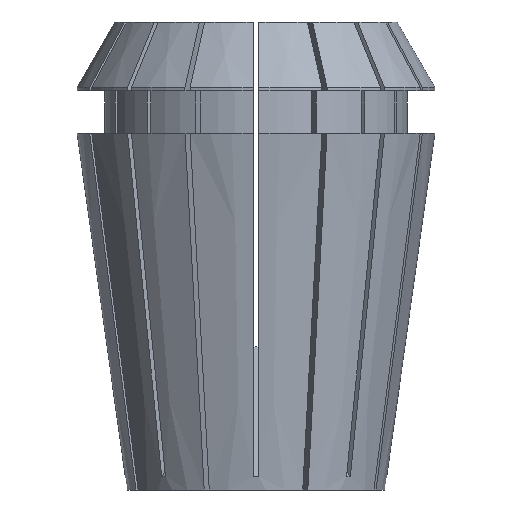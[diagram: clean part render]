
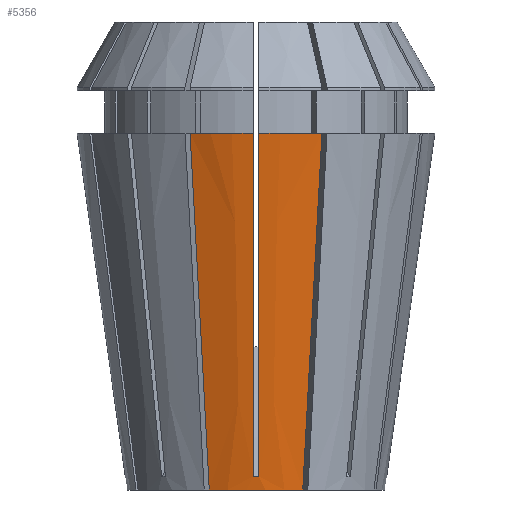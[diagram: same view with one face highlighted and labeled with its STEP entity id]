
A CAD part, left-side view. The second image highlights one B-rep face of the part: STEP entity #5356.
In plain terms, the highlighted conical face has half-angle 8 degrees and reference radius 9.36 mm.
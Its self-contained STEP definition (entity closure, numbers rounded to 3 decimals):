
#7 = CARTESIAN_POINT ( 'NONE',  ( -12.213, -0.2, 20.312 ) ) ;
#40 = B_SPLINE_CURVE_WITH_KNOTS ( 'NONE', 3,
 ( #5511, #5619, #4155, #3055, #4555, #3669, #2677 ),
 .UNSPECIFIED., .F., .F.,
 ( 4, 3, 4 ),
 ( 0., 0.023, 0.026 ),
 .UNSPECIFIED. ) ;
#95 = CARTESIAN_POINT ( 'NONE',  ( -10.614, 0.2, 8.934 ) ) ;
#112 = EDGE_CURVE ( 'NONE', #947, #928, #40, .T. ) ;
#165 = EDGE_CURVE ( 'NONE', #928, #3631, #2904, .T. ) ;
#295 = DIRECTION ( 'NONE',  ( 0., 0., 1. ) ) ;
#474 = CARTESIAN_POINT ( 'NONE',  ( -12.999, -0.2, 25.9 ) ) ;
#495 = CARTESIAN_POINT ( 'NONE',  ( -11.414, -0.2, 14.623 ) ) ;
#501 = CARTESIAN_POINT ( 'NONE',  ( 0., 0., 25.9 ) ) ;
#562 = B_SPLINE_CURVE_WITH_KNOTS ( 'NONE', 3,
 ( #4505, #3936, #1933, #5373 ),
 .UNSPECIFIED., .F., .F.,
 ( 4, 4 ),
 ( 0., 0. ),
 .UNSPECIFIED. ) ;
#580 = CARTESIAN_POINT ( 'NONE',  ( -9.814, 0.2, 3.245 ) ) ;
#592 = B_SPLINE_CURVE_WITH_KNOTS ( 'NONE', 3,
 ( #2274, #3210, #688, #6156, #3693, #5160, #5675 ),
 .UNSPECIFIED., .F., .F.,
 ( 4, 3, 4 ),
 ( 0., 0.023, 0.026 ),
 .UNSPECIFIED. ) ;
#603 = CARTESIAN_POINT ( 'NONE',  ( -9.499, 0.2, 1.002 ) ) ;
#688 = CARTESIAN_POINT ( 'NONE',  ( -10.129, 3.979, 10.832 ) ) ;
#797 = CARTESIAN_POINT ( 'NONE',  ( -8.722, 3.396, 0. ) ) ;
#817 = DIRECTION ( 'NONE',  ( 0., 0., -1. ) ) ;
#928 = VERTEX_POINT ( 'NONE', #6047 ) ;
#941 = DIRECTION ( 'NONE',  ( 0., 0., -1. ) ) ;
#947 = VERTEX_POINT ( 'NONE', #3755 ) ;
#978 = CARTESIAN_POINT ( 'NONE',  ( -9.814, -0.2, 3.245 ) ) ;
#1149 = CARTESIAN_POINT ( 'NONE',  ( -12.999, 0.2, 25.9 ) ) ;
#1158 = VERTEX_POINT ( 'NONE', #474 ) ;
#1200 = EDGE_CURVE ( 'NONE', #2944, #4440, #562, .T. ) ;
#1414 = CARTESIAN_POINT ( 'NONE',  ( -9.499, -0.2, 1.002 ) ) ;
#1539 = CARTESIAN_POINT ( 'NONE',  ( -9.709, 0.2, 2.498 ) ) ;
#1636 = CARTESIAN_POINT ( 'NONE',  ( -9.499, 0.2, 1.002 ) ) ;
#1670 = AXIS2_PLACEMENT_3D ( 'NONE', #5234, #2696, #5158 ) ;
#1933 = CARTESIAN_POINT ( 'NONE',  ( -9.501, -0.067, 0.999 ) ) ;
#1965 = AXIS2_PLACEMENT_3D ( 'NONE', #4239, #295, #5145 ) ;
#2274 = CARTESIAN_POINT ( 'NONE',  ( -12.086, 4.79, 25.9 ) ) ;
#2285 = EDGE_CURVE ( 'NONE', #1158, #4440, #3123, .T. ) ;
#2391 = CARTESIAN_POINT ( 'NONE',  ( -9.604, -0.2, 1.75 ) ) ;
#2421 = DIRECTION ( 'NONE',  ( -1., 0., 0. ) ) ;
#2472 = EDGE_LOOP ( 'NONE', ( #4667, #5847, #6002, #6058, #2697, #4648, #6100, #5120 ) ) ;
#2502 = CIRCLE ( 'NONE', #5903, 13. ) ;
#2662 = B_SPLINE_CURVE_WITH_KNOTS ( 'NONE', 3,
 ( #5006, #4548, #3041, #6011, #3558, #95, #580, #1539, #2993, #603 ),
 .UNSPECIFIED., .F., .F.,
 ( 4, 3, 3, 4 ),
 ( 0.052, 0.057, 0.074, 0.077 ),
 .UNSPECIFIED. ) ;
#2677 = CARTESIAN_POINT ( 'NONE',  ( -8.722, -3.396, 0. ) ) ;
#2696 = DIRECTION ( 'NONE',  ( 0., 0., -1. ) ) ;
#2697 = ORIENTED_EDGE ( 'NONE', *, *, #2781, .T. ) ;
#2781 = EDGE_CURVE ( 'NONE', #947, #1158, #3689, .T. ) ;
#2904 = CIRCLE ( 'NONE', #1670, 9.36 ) ;
#2943 = CARTESIAN_POINT ( 'NONE',  ( -12.475, -0.2, 22.175 ) ) ;
#2944 = VERTEX_POINT ( 'NONE', #1636 ) ;
#2993 = CARTESIAN_POINT ( 'NONE',  ( -9.604, 0.2, 1.75 ) ) ;
#3041 = CARTESIAN_POINT ( 'NONE',  ( -12.475, 0.2, 22.175 ) ) ;
#3055 = CARTESIAN_POINT ( 'NONE',  ( -9.151, -3.574, 3.298 ) ) ;
#3123 = B_SPLINE_CURVE_WITH_KNOTS ( 'NONE', 3,
 ( #3442, #3487, #2943, #7, #495, #3894, #978, #4403, #2391, #1414 ),
 .UNSPECIFIED., .F., .F.,
 ( 4, 3, 3, 4 ),
 ( 0.052, 0.057, 0.074, 0.077 ),
 .UNSPECIFIED. ) ;
#3210 = CARTESIAN_POINT ( 'NONE',  ( -11.108, 4.384, 18.366 ) ) ;
#3274 = VERTEX_POINT ( 'NONE', #4873 ) ;
#3442 = CARTESIAN_POINT ( 'NONE',  ( -12.999, -0.2, 25.9 ) ) ;
#3487 = CARTESIAN_POINT ( 'NONE',  ( -12.737, -0.2, 24.037 ) ) ;
#3508 = CARTESIAN_POINT ( 'NONE',  ( -9.499, -0.2, 1.002 ) ) ;
#3558 = CARTESIAN_POINT ( 'NONE',  ( -11.414, 0.2, 14.623 ) ) ;
#3631 = VERTEX_POINT ( 'NONE', #797 ) ;
#3667 = EDGE_CURVE ( 'NONE', #5297, #3274, #2502, .T. ) ;
#3669 = CARTESIAN_POINT ( 'NONE',  ( -8.865, -3.456, 1.099 ) ) ;
#3689 = CIRCLE ( 'NONE', #4085, 13. ) ;
#3693 = CARTESIAN_POINT ( 'NONE',  ( -9.008, 3.515, 2.199 ) ) ;
#3755 = CARTESIAN_POINT ( 'NONE',  ( -12.086, -4.79, 25.9 ) ) ;
#3799 = CARTESIAN_POINT ( 'NONE',  ( 0., 0., 25.9 ) ) ;
#3894 = CARTESIAN_POINT ( 'NONE',  ( -10.614, -0.2, 8.934 ) ) ;
#3936 = CARTESIAN_POINT ( 'NONE',  ( -9.501, 0.067, 0.999 ) ) ;
#4085 = AXIS2_PLACEMENT_3D ( 'NONE', #501, #941, #2421 ) ;
#4155 = CARTESIAN_POINT ( 'NONE',  ( -10.129, -3.979, 10.832 ) ) ;
#4221 = DIRECTION ( 'NONE',  ( -1., 0., 0. ) ) ;
#4239 = CARTESIAN_POINT ( 'NONE',  ( 0., 0., 0. ) ) ;
#4403 = CARTESIAN_POINT ( 'NONE',  ( -9.709, -0.2, 2.498 ) ) ;
#4440 = VERTEX_POINT ( 'NONE', #3508 ) ;
#4505 = CARTESIAN_POINT ( 'NONE',  ( -9.499, 0.2, 1.002 ) ) ;
#4548 = CARTESIAN_POINT ( 'NONE',  ( -12.737, 0.2, 24.037 ) ) ;
#4555 = CARTESIAN_POINT ( 'NONE',  ( -9.008, -3.515, 2.199 ) ) ;
#4648 = ORIENTED_EDGE ( 'NONE', *, *, #2285, .T. ) ;
#4667 = ORIENTED_EDGE ( 'NONE', *, *, #3667, .T. ) ;
#4797 = CONICAL_SURFACE ( 'NONE', #1965, 9.36, 0.14 ) ;
#4873 = CARTESIAN_POINT ( 'NONE',  ( -12.086, 4.79, 25.9 ) ) ;
#5006 = CARTESIAN_POINT ( 'NONE',  ( -12.999, 0.2, 25.9 ) ) ;
#5120 = ORIENTED_EDGE ( 'NONE', *, *, #6216, .F. ) ;
#5145 = DIRECTION ( 'NONE',  ( 1., 0., 0. ) ) ;
#5158 = DIRECTION ( 'NONE',  ( -1., 0., 0. ) ) ;
#5160 = CARTESIAN_POINT ( 'NONE',  ( -8.865, 3.456, 1.099 ) ) ;
#5234 = CARTESIAN_POINT ( 'NONE',  ( 0., 0., 0. ) ) ;
#5297 = VERTEX_POINT ( 'NONE', #1149 ) ;
#5331 = EDGE_CURVE ( 'NONE', #3274, #3631, #592, .T. ) ;
#5356 = ADVANCED_FACE ( 'NONE', ( #5919 ), #4797, .T. ) ;
#5373 = CARTESIAN_POINT ( 'NONE',  ( -9.499, -0.2, 1.002 ) ) ;
#5511 = CARTESIAN_POINT ( 'NONE',  ( -12.086, -4.79, 25.9 ) ) ;
#5619 = CARTESIAN_POINT ( 'NONE',  ( -11.108, -4.384, 18.366 ) ) ;
#5675 = CARTESIAN_POINT ( 'NONE',  ( -8.722, 3.396, 0. ) ) ;
#5847 = ORIENTED_EDGE ( 'NONE', *, *, #5331, .T. ) ;
#5903 = AXIS2_PLACEMENT_3D ( 'NONE', #3799, #817, #4221 ) ;
#5919 = FACE_OUTER_BOUND ( 'NONE', #2472, .T. ) ;
#6002 = ORIENTED_EDGE ( 'NONE', *, *, #165, .F. ) ;
#6011 = CARTESIAN_POINT ( 'NONE',  ( -12.213, 0.2, 20.312 ) ) ;
#6047 = CARTESIAN_POINT ( 'NONE',  ( -8.722, -3.396, 0. ) ) ;
#6058 = ORIENTED_EDGE ( 'NONE', *, *, #112, .F. ) ;
#6100 = ORIENTED_EDGE ( 'NONE', *, *, #1200, .F. ) ;
#6156 = CARTESIAN_POINT ( 'NONE',  ( -9.151, 3.574, 3.298 ) ) ;
#6216 = EDGE_CURVE ( 'NONE', #5297, #2944, #2662, .T. ) ;
